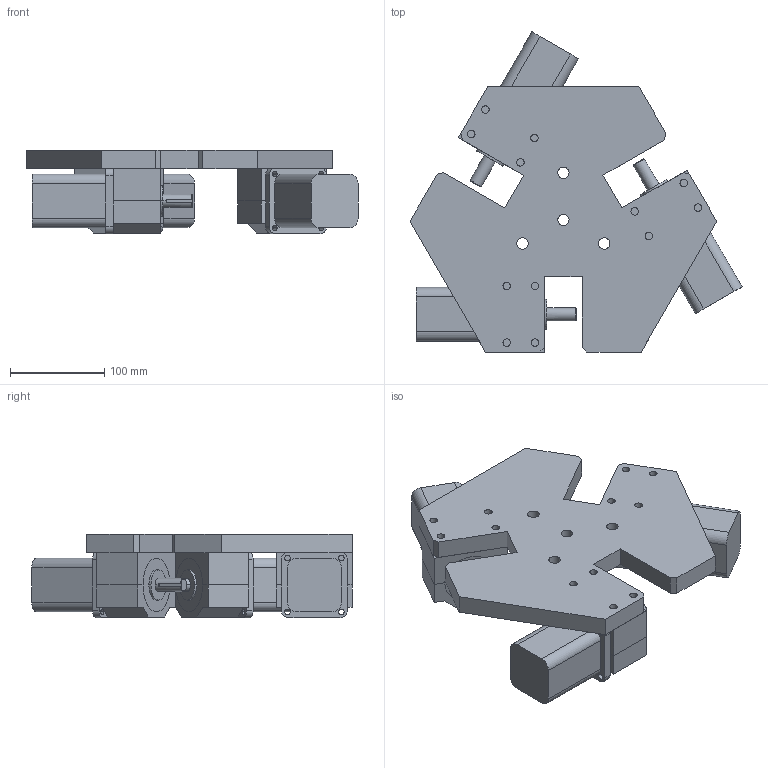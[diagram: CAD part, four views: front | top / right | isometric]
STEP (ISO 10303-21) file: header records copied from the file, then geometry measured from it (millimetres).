
FILE_DESCRIPTION (( 'STEP AP203' ), '1' );
FILE_NAME ('fixed_platform_Default_sldprt.STEP', '2020-02-25T10:00:32', ( '' ), ( '' ), 'SwSTEP 2.0', 'SolidWorks 2017', '' );
FILE_SCHEMA (( 'CONFIG_CONTROL_DESIGN' ));
Length unit declared in the file: millimetre
Products named in the file (1): fixed_platform_Default_sldprt
Bounding box: 351.76 x 339.35 x 89 mm (x, y, z)
Volume: 2767925.2 mm3; surface area: 376176.3 mm2
Topology: 10 solids, 10 shells, 343 faces, 858 edges, 571 vertices
Faces by surface type: cylinder 182, plane 155, cone 6
Entity records: 10678 total; most frequent: DIRECTION 1901, CARTESIAN_POINT 1881, ORIENTED_EDGE 1716, EDGE_CURVE 858, AXIS2_PLACEMENT_3D 711, VERTEX_POINT 571, LINE 479, VECTOR 479
